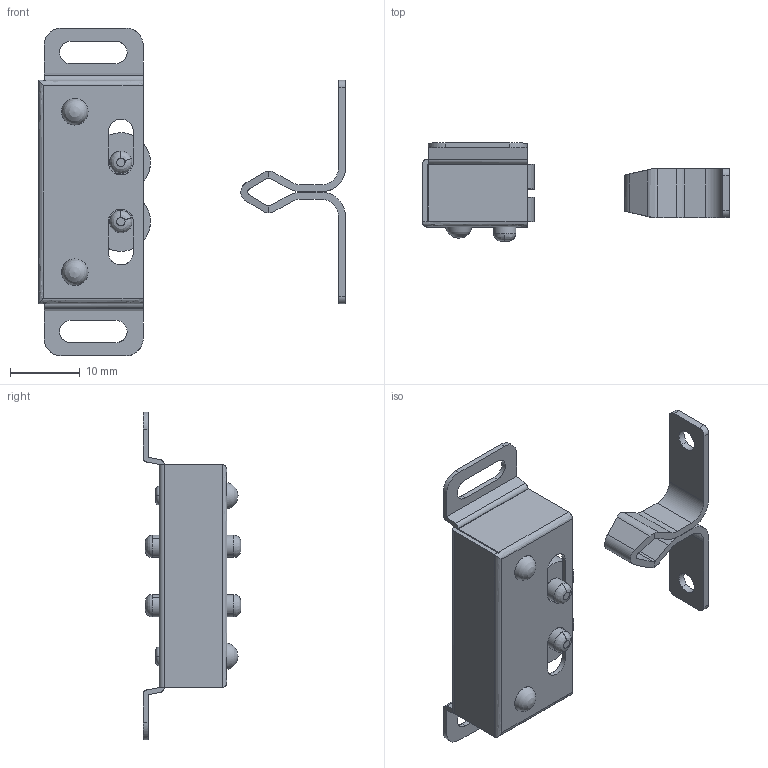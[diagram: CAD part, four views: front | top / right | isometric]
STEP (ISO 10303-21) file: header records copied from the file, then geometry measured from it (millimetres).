
FILE_DESCRIPTION((''),'2;1');
FILE_NAME('','2006-01-16T15:45:57',(''),(''),'','CADfix','');
FILE_SCHEMA(('AUTOMOTIVE_DESIGN'));
Length unit declared in the file: millimetre
Products named in the file (8): cap; roller; shaft; spring_mr; spring; keeper; housing; TL_164_30003_36
Assembly tree (12 placements, depth 2):
  TL_164_30003_36
    cap  x4
    roller  x2
    shaft  x2
    spring_mr
    spring
    keeper
    housing
Bounding box: 44 x 14 x 47 mm (x, y, z)
Volume: 2543.3 mm3; surface area: 5620.4 mm2
Topology: 12 solids, 12 shells, 201 faces, 705 edges, 536 vertices
Faces by surface type: bspline 201
Entity records: 10115 total; most frequent: CARTESIAN_POINT 6483, ORIENTED_EDGE 1150, EDGE_CURVE 575, VERTEX_POINT 428, B_SPLINE_CURVE_WITH_KNOTS 312, QUASI_UNIFORM_CURVE 259, EDGE_LOOP 193, FACE_OUTER_BOUND 165
